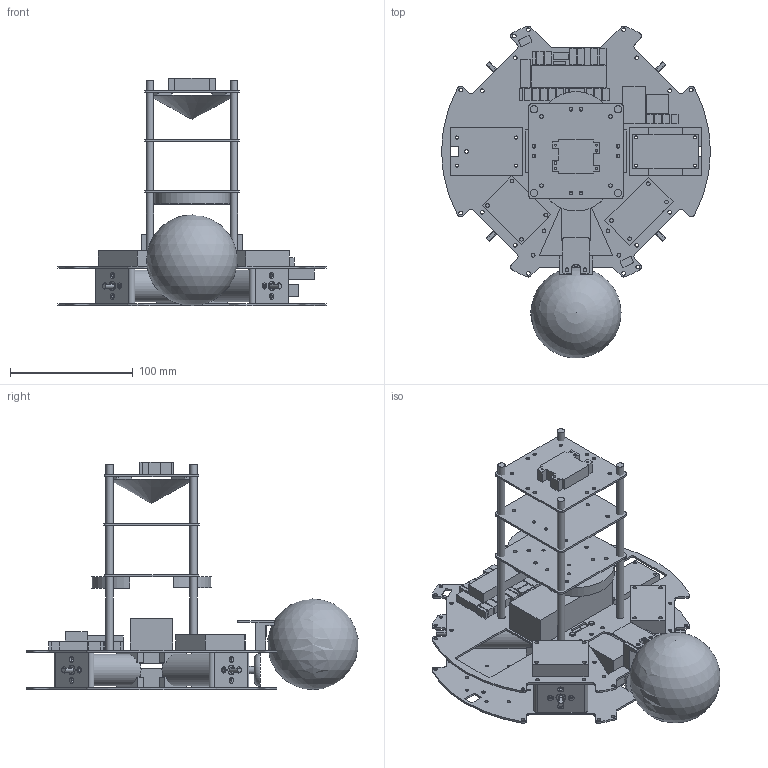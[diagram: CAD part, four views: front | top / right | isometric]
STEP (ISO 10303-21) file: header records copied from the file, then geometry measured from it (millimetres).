
FILE_DESCRIPTION(/* description */ (''),/* implementation_level */ '2;1');
FILE_NAME(/* name */ '2025-07-01 Robot v22.step',/* time_stamp */ '2025-07-13T15:49:01-03:00',/* author */ (''),/* organization */ (''),/* preprocessor_version */ 'ST-DEVELOPER v20.1',/* originating_system */ 'Autodesk Translation Framework v14.10.0.0',/* authorisation */ '');
FILE_SCHEMA (('AUTOMOTIVE_DESIGN { 1 0 10303 214 3 1 1 }'));
Length unit declared in the file: millimetre
Products named in the file (32): (Unsaved); Motor Driver; Motor Driver 90; 2nd Plate; Battery; Baseplate Teensy 5V Regulator; Kicker; Kicker Shield; Light Gate LED; Baseplate; Reflectance Sensor Mount; 2nd Plate Teensy; 2nd Plate Teensy JSTs; 2nd Plate Teensy 5V Regulator; XT60; Kicker Booster; Kicker Driver; Standoffs; 3rd Plate; IR Sensor Front; IR Sensor Back; 4th Plate; Mirror; US Mount; IMU; Motor Mount; Motor; Light Gate Mount; Light Gate IR; Light Gate LED(Mirror); Component40; Ball
Assembly tree (34 placements, depth 3):
  (Unsaved)
    Motor Mount  x4
      Motor
    Motor Driver
    Motor Driver 90
    2nd Plate
    Battery
    Baseplate Teensy 5V Regulator
    Kicker
      Kicker Shield
    Light Gate LED
    Baseplate
    Reflectance Sensor Mount
    2nd Plate Teensy
    2nd Plate Teensy JSTs
    2nd Plate Teensy 5V Regulator
    XT60
    Kicker Booster
    Kicker Driver
    Standoffs
    3rd Plate
    IR Sensor Front
    IR Sensor Back
    4th Plate
    Mirror
    US Mount
    IMU
    Light Gate Mount
    Light Gate IR
    Light Gate LED(Mirror)
    Component40
    Ball
Bounding box: 219.4 x 270.78 x 185.46 mm (x, y, z)
Volume: 775513.1 mm3; surface area: 321774.1 mm2
Topology: 75 solids, 75 shells, 965 faces, 2410 edges, 1591 vertices
Faces by surface type: plane 557, cylinder 375, cone 31, torus 1, sphere 1
Full cylindrical faces by diameter (mm): 1.5 x8, 2.1 x4, 2.5 x26, 3 x167, 3.2 x3, 4 x11, 4.7 x1, 5 x1, 5.884 x1, 6 x4, 7 x4, 8 x4, 26 x8
Entity records: 26387 total; most frequent: DIRECTION 4500, CARTESIAN_POINT 4365, ORIENTED_EDGE 4098, EDGE_CURVE 2049, AXIS2_PLACEMENT_3D 1570, LINE 1360, VECTOR 1360, VERTEX_POINT 1357
